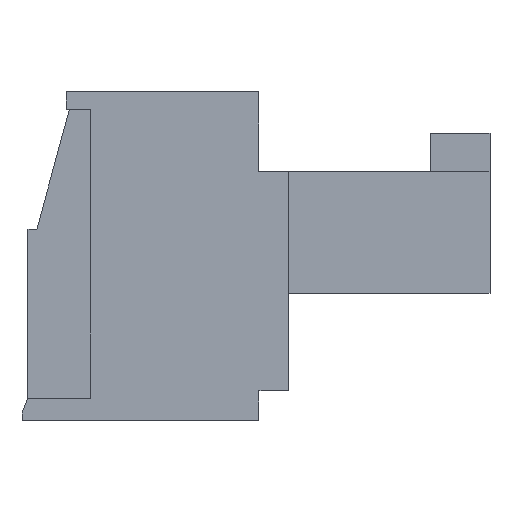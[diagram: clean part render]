
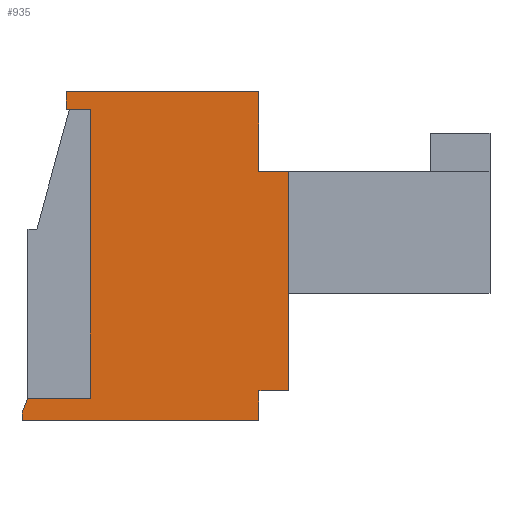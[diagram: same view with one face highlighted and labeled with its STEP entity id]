
A CAD part, left-side view. The second image highlights one B-rep face of the part: STEP entity #935.
In plain terms, the highlighted planar face has unit normal (-1, 0, 0).
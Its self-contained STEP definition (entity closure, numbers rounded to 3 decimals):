
#935 = ADVANCED_FACE( '', ( #1889 ), #1890, .T. );
#1889 = FACE_OUTER_BOUND( '', #2882, .T. );
#1890 = PLANE( '', #2883 );
#2882 = EDGE_LOOP( '', ( #5227, #5228, #5229, #5230, #5231, #5232, #5233, #5234, #5235, #5236, #5237, #5238, #5239 ) );
#2883 = AXIS2_PLACEMENT_3D( '', #5240, #5241, #5242 );
#5227 = ORIENTED_EDGE( '', *, *, #6274, .T. );
#5228 = ORIENTED_EDGE( '', *, *, #6105, .T. );
#5229 = ORIENTED_EDGE( '', *, *, #6922, .T. );
#5230 = ORIENTED_EDGE( '', *, *, #6923, .T. );
#5231 = ORIENTED_EDGE( '', *, *, #6617, .T. );
#5232 = ORIENTED_EDGE( '', *, *, #6834, .F. );
#5233 = ORIENTED_EDGE( '', *, *, #6644, .T. );
#5234 = ORIENTED_EDGE( '', *, *, #6209, .T. );
#5235 = ORIENTED_EDGE( '', *, *, #6614, .T. );
#5236 = ORIENTED_EDGE( '', *, *, #6174, .T. );
#5237 = ORIENTED_EDGE( '', *, *, #6301, .T. );
#5238 = ORIENTED_EDGE( '', *, *, #6692, .T. );
#5239 = ORIENTED_EDGE( '', *, *, #6924, .T. );
#5240 = CARTESIAN_POINT( '', ( -5.25, 0., 0. ) );
#5241 = DIRECTION( '', ( -1., 0., 0. ) );
#5242 = DIRECTION( '', ( 0., 0., 1. ) );
#6105 = EDGE_CURVE( '', #7336, #7334, #7337, .F. );
#6174 = EDGE_CURVE( '', #7456, #7454, #7457, .T. );
#6209 = EDGE_CURVE( '', #7519, #7517, #7520, .T. );
#6274 = EDGE_CURVE( '', #7623, #7336, #7624, .T. );
#6301 = EDGE_CURVE( '', #7454, #7665, #7667, .T. );
#6614 = EDGE_CURVE( '', #7517, #7456, #8147, .T. );
#6617 = EDGE_CURVE( '', #8152, #8150, #8153, .T. );
#6644 = EDGE_CURVE( '', #8191, #7519, #8192, .T. );
#6692 = EDGE_CURVE( '', #7665, #8256, #8257, .T. );
#6834 = EDGE_CURVE( '', #8191, #8150, #8444, .T. );
#6922 = EDGE_CURVE( '', #7334, #8550, #8551, .T. );
#6923 = EDGE_CURVE( '', #8550, #8152, #8552, .T. );
#6924 = EDGE_CURVE( '', #8256, #7623, #8553, .T. );
#7334 = VERTEX_POINT( '', #9087 );
#7336 = VERTEX_POINT( '', #9090 );
#7337 = LINE( '', #9091, #9092 );
#7454 = VERTEX_POINT( '', #9268 );
#7456 = VERTEX_POINT( '', #9271 );
#7457 = LINE( '', #9272, #9273 );
#7517 = VERTEX_POINT( '', #9356 );
#7519 = VERTEX_POINT( '', #9359 );
#7520 = LINE( '', #9360, #9361 );
#7623 = VERTEX_POINT( '', #9511 );
#7624 = LINE( '', #9512, #9513 );
#7665 = VERTEX_POINT( '', #9575 );
#7667 = LINE( '', #9578, #9579 );
#8147 = LINE( '', #10275, #10276 );
#8150 = VERTEX_POINT( '', #10280 );
#8152 = VERTEX_POINT( '', #10283 );
#8153 = LINE( '', #10284, #10285 );
#8191 = VERTEX_POINT( '', #10342 );
#8192 = LINE( '', #10343, #10344 );
#8256 = VERTEX_POINT( '', #10436 );
#8257 = LINE( '', #10437, #10438 );
#8444 = LINE( '', #10719, #10720 );
#8550 = VERTEX_POINT( '', #10871 );
#8551 = LINE( '', #10872, #10873 );
#8552 = LINE( '', #10874, #10875 );
#8553 = LINE( '', #10876, #10877 );
#9087 = CARTESIAN_POINT( '', ( -5.25, 4., -5.375 ) );
#9090 = CARTESIAN_POINT( '', ( -5.25, 3.805, -4.875 ) );
#9091 = CARTESIAN_POINT( '', ( -5.25, 1.652, 0.644 ) );
#9092 = VECTOR( '', #11189, 1000. );
#9268 = CARTESIAN_POINT( '', ( -5.25, 2.5, 5.475 ) );
#9271 = CARTESIAN_POINT( '', ( -5.25, -4., 5.475 ) );
#9272 = CARTESIAN_POINT( '', ( -5.25, -4., 5.475 ) );
#9273 = VECTOR( '', #11249, 1000. );
#9356 = CARTESIAN_POINT( '', ( -5.25, -4., 2.775 ) );
#9359 = CARTESIAN_POINT( '', ( -5.25, -5., 2.775 ) );
#9360 = CARTESIAN_POINT( '', ( -5.25, -5., 2.775 ) );
#9361 = VECTOR( '', #11295, 1000. );
#9511 = CARTESIAN_POINT( '', ( -5.25, 1.7, -4.875 ) );
#9512 = CARTESIAN_POINT( '', ( -5.25, 1.7, -4.875 ) );
#9513 = VECTOR( '', #11358, 1000. );
#9575 = CARTESIAN_POINT( '', ( -5.25, 2.5, 4.875 ) );
#9578 = CARTESIAN_POINT( '', ( -5.25, 2.5, 5.475 ) );
#9579 = VECTOR( '', #11384, 1000. );
#10275 = CARTESIAN_POINT( '', ( -5.25, -4., -5.625 ) );
#10276 = VECTOR( '', #11684, 1000. );
#10280 = CARTESIAN_POINT( '', ( -5.25, -4., -4.625 ) );
#10283 = CARTESIAN_POINT( '', ( -5.25, -4., -5.625 ) );
#10284 = CARTESIAN_POINT( '', ( -5.25, -4., -5.625 ) );
#10285 = VECTOR( '', #11687, 1000. );
#10342 = CARTESIAN_POINT( '', ( -5.25, -5., -4.625 ) );
#10343 = CARTESIAN_POINT( '', ( -5.25, -5., -4.625 ) );
#10344 = VECTOR( '', #11710, 1000. );
#10436 = CARTESIAN_POINT( '', ( -5.25, 1.7, 4.875 ) );
#10437 = CARTESIAN_POINT( '', ( -5.25, 2.5, 4.875 ) );
#10438 = VECTOR( '', #11754, 1000. );
#10719 = CARTESIAN_POINT( '', ( -5.25, -5., -4.625 ) );
#10720 = VECTOR( '', #11876, 1000. );
#10871 = CARTESIAN_POINT( '', ( -5.25, 4., -5.625 ) );
#10872 = CARTESIAN_POINT( '', ( -5.25, 4., -4.875 ) );
#10873 = VECTOR( '', #11946, 1000. );
#10874 = CARTESIAN_POINT( '', ( -5.25, 4., -5.625 ) );
#10875 = VECTOR( '', #11947, 1000. );
#10876 = CARTESIAN_POINT( '', ( -5.25, 1.7, 4.875 ) );
#10877 = VECTOR( '', #11948, 1000. );
#11189 = DIRECTION( '', ( 0., -0.363, 0.932 ) );
#11249 = DIRECTION( '', ( 0., 1., 0. ) );
#11295 = DIRECTION( '', ( 0., 1., 0. ) );
#11358 = DIRECTION( '', ( 0., 1., 0. ) );
#11384 = DIRECTION( '', ( 0., 0., -1. ) );
#11684 = DIRECTION( '', ( 0., 0., 1. ) );
#11687 = DIRECTION( '', ( 0., 0., 1. ) );
#11710 = DIRECTION( '', ( 0., 0., 1. ) );
#11754 = DIRECTION( '', ( 0., -1., 0. ) );
#11876 = DIRECTION( '', ( 0., 1., 0. ) );
#11946 = DIRECTION( '', ( 0., 0., -1. ) );
#11947 = DIRECTION( '', ( 0., -1., 0. ) );
#11948 = DIRECTION( '', ( 0., 0., -1. ) );
